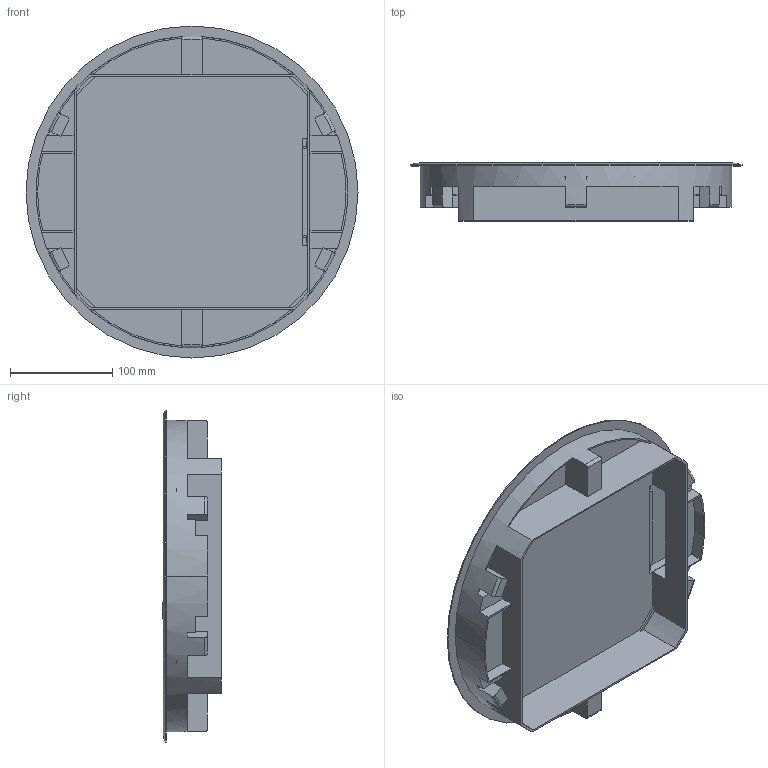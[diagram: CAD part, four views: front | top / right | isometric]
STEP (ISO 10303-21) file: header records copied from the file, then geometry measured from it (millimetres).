
FILE_DESCRIPTION (( 'STEP AP203' ), '1' );
FILE_NAME ('VR1205.STEP', '2022-08-01T13:37:04', ( '' ), ( '' ), 'SwSTEP 2.0', 'SolidWorks 2019', '' );
FILE_SCHEMA (( 'CONFIG_CONTROL_DESIGN' ));
Length unit declared in the file: millimetre
Products named in the file (4): VR1205; Klappe VR12 R5; Rahmen VR12 R5; Schnurauslass VR12_Standard
Assembly tree (3 placements, depth 2):
  VR1205
    Rahmen VR12 R5
    Klappe VR12 R5
    Schnurauslass VR12_Standard
Bounding box: 325 x 57.3 x 325 mm (x, y, z)
Volume: 715732.7 mm3; surface area: 358249.5 mm2
Topology: 3 solids, 3 shells, 252 faces, 694 edges, 462 vertices
Faces by surface type: plane 177, cylinder 46, bspline 18, torus 8, cone 3
Entity records: 9180 total; most frequent: CARTESIAN_POINT 2388, ORIENTED_EDGE 1388, DIRECTION 1268, EDGE_CURVE 694, LINE 496, VECTOR 496, VERTEX_POINT 462, AXIS2_PLACEMENT_3D 386
